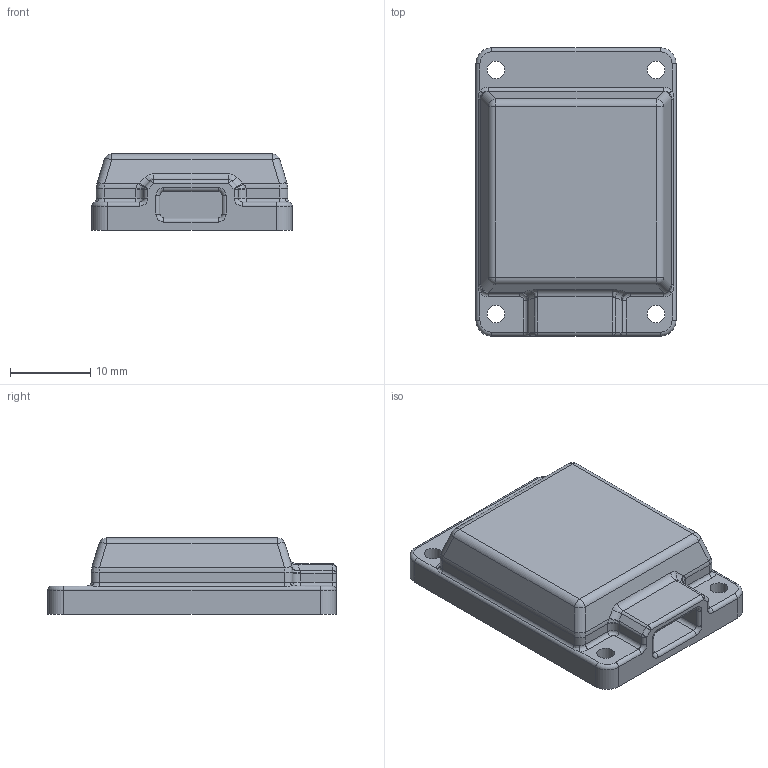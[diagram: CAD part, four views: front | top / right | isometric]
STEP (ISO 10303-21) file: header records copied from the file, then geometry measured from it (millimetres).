
FILE_DESCRIPTION(/* description */ (''),/* implementation_level */ '2;1');
FILE_NAME(/* name */ 'GPS-v1.3-Enclosure.step',/* time_stamp */ '2021-08-14T02:45:08-07:00',/* author */ ('andre'),/* organization */ (''),/* preprocessor_version */ 'ST-DEVELOPER v17',/* originating_system */ 'Autodesk Inventor 2019',/* authorisation */ '');
FILE_SCHEMA (('AUTOMOTIVE_DESIGN { 1 0 10303 214 3 1 1 }'));
Length unit declared in the file: millimetre
Products named in the file (1): GPS-v1.3-Enclosure-ONEPIECE
Bounding box: 25 x 36 x 9.5 mm (x, y, z)
Volume: 2899.9 mm3; surface area: 3433.4 mm2
Topology: 1 solids, 1 shells, 148 faces, 340 edges, 196 vertices
Faces by surface type: cylinder 67, plane 37, torus 20, bspline 16, sphere 8
Full cylindrical faces by diameter (mm): 2.2 x4
Entity records: 4471 total; most frequent: CARTESIAN_POINT 1031, DIRECTION 766, ORIENTED_EDGE 680, EDGE_CURVE 340, AXIS2_PLACEMENT_3D 305, VERTEX_POINT 196, EDGE_LOOP 160, LINE 156
